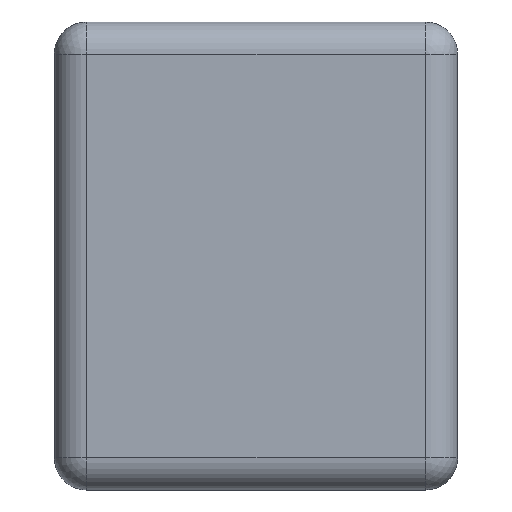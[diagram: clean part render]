
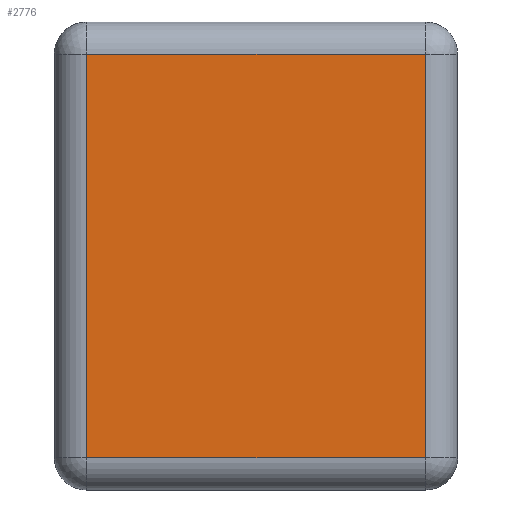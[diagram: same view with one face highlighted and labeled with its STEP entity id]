
A CAD part, left-side view. The second image highlights one B-rep face of the part: STEP entity #2776.
In plain terms, the highlighted planar face has unit normal (-1, 0, 0).
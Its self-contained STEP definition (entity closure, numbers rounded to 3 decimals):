
#171=FACE_OUTER_BOUND('',#351,.T.);
#351=EDGE_LOOP('',(#1912,#1913,#1914,#1915));
#530=LINE('',#4147,#810);
#531=LINE('',#4153,#811);
#533=LINE('',#4160,#813);
#534=LINE('',#4162,#814);
#810=VECTOR('',#3301,1.25);
#811=VECTOR('',#3310,1.05);
#813=VECTOR('',#3320,1.25);
#814=VECTOR('',#3323,1.05);
#1196=VERTEX_POINT('',#4131);
#1199=VERTEX_POINT('',#4142);
#1200=VERTEX_POINT('',#4149);
#1201=VERTEX_POINT('',#4156);
#1468=EDGE_CURVE('',#1196,#1199,#530,.T.);
#1471=EDGE_CURVE('',#1200,#1196,#531,.T.);
#1475=EDGE_CURVE('',#1201,#1200,#533,.T.);
#1476=EDGE_CURVE('',#1199,#1201,#534,.T.);
#1912=ORIENTED_EDGE('',*,*,#1468,.F.);
#1913=ORIENTED_EDGE('',*,*,#1471,.F.);
#1914=ORIENTED_EDGE('',*,*,#1475,.F.);
#1915=ORIENTED_EDGE('',*,*,#1476,.F.);
#2653=PLANE('',#2992);
#2776=ADVANCED_FACE('',(#171),#2653,.T.);
#2992=AXIS2_PLACEMENT_3D('',#4167,#3331,#3332);
#3301=DIRECTION('',(0.,0.,1.));
#3310=DIRECTION('',(0.,1.,0.));
#3320=DIRECTION('',(0.,0.,-1.));
#3323=DIRECTION('',(0.,-1.,0.));
#3331=DIRECTION('center_axis',(-1.,0.,0.));
#3332=DIRECTION('ref_axis',(0.,-1.,0.));
#4131=CARTESIAN_POINT('',(-1.,0.525,0.1));
#4142=CARTESIAN_POINT('',(-1.,0.525,1.35));
#4147=CARTESIAN_POINT('',(-1.,0.525,0.));
#4149=CARTESIAN_POINT('',(-1.,-0.525,0.1));
#4153=CARTESIAN_POINT('',(-1.,0.313,0.1));
#4156=CARTESIAN_POINT('',(-1.,-0.525,1.35));
#4160=CARTESIAN_POINT('',(-1.,-0.525,0.));
#4162=CARTESIAN_POINT('',(-1.,0.313,1.35));
#4167=CARTESIAN_POINT('Origin',(-1.,0.625,0.));
